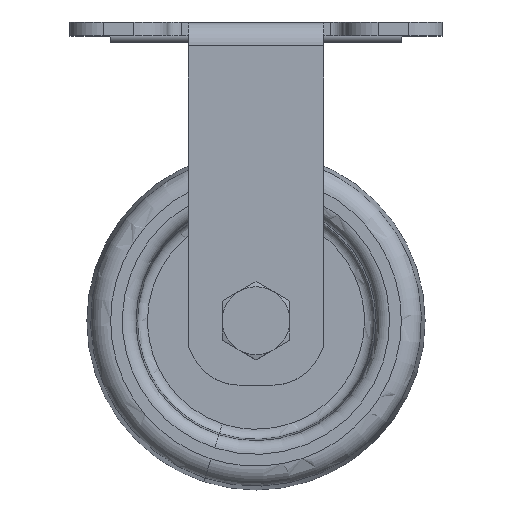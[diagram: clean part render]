
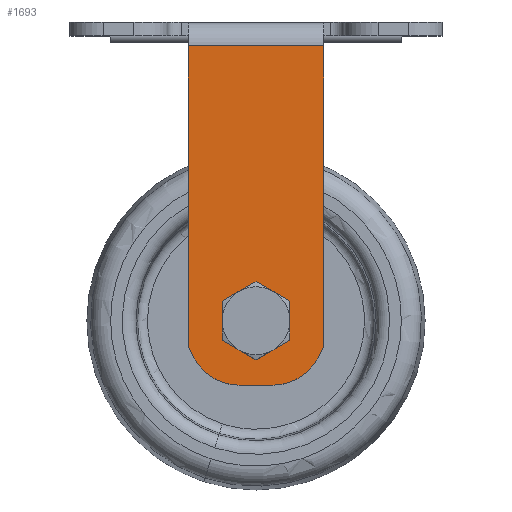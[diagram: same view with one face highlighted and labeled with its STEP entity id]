
A CAD part, top view. The second image highlights one B-rep face of the part: STEP entity #1693.
In plain terms, the highlighted planar face has unit normal (0, 0, 1).
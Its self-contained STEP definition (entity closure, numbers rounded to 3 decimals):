
#69 = DIRECTION ( 'NONE',  ( -0.866, 0.5, 0. ) ) ;
#74 = CARTESIAN_POINT ( 'NONE',  ( 10., -3.5, 13.4 ) ) ;
#160 = LINE ( 'NONE', #1259, #6756 ) ;
#204 = VECTOR ( 'NONE', #3195, 1000. ) ;
#211 = LINE ( 'NONE', #5378, #1318 ) ;
#330 = CARTESIAN_POINT ( 'NONE',  ( -0.011, -38.22, 13.4 ) ) ;
#347 = CARTESIAN_POINT ( 'NONE',  ( 0., -49.774, 13.4 ) ) ;
#412 = CIRCLE ( 'NONE', #4559, 7.5 ) ;
#482 = DIRECTION ( 'NONE',  ( 0., -1., 0. ) ) ;
#504 = CARTESIAN_POINT ( 'NONE',  ( 5., -41.113, 13.4 ) ) ;
#511 = ORIENTED_EDGE ( 'NONE', *, *, #2593, .T. ) ;
#520 = EDGE_LOOP ( 'NONE', ( #1927, #3931, #2599, #6188, #7184, #970, #6994, #511 ) ) ;
#538 = VERTEX_POINT ( 'NONE', #2600 ) ;
#567 = LINE ( 'NONE', #5704, #1827 ) ;
#646 = VECTOR ( 'NONE', #3639, 1000. ) ;
#667 = EDGE_CURVE ( 'NONE', #1342, #4045, #1091, .T. ) ;
#716 = DIRECTION ( 'NONE',  ( 0., 0., -1. ) ) ;
#727 = VERTEX_POINT ( 'NONE', #4067 ) ;
#733 = ORIENTED_EDGE ( 'NONE', *, *, #2347, .T. ) ;
#750 = CARTESIAN_POINT ( 'NONE',  ( -10., -47.841, 13.4 ) ) ;
#813 = EDGE_CURVE ( 'NONE', #1801, #1519, #5478, .T. ) ;
#939 = CARTESIAN_POINT ( 'NONE',  ( 10., -47.841, 13.4 ) ) ;
#970 = ORIENTED_EDGE ( 'NONE', *, *, #3448, .F. ) ;
#1083 = VERTEX_POINT ( 'NONE', #3963 ) ;
#1091 = LINE ( 'NONE', #4587, #2378 ) ;
#1125 = VERTEX_POINT ( 'NONE', #6214 ) ;
#1224 = CARTESIAN_POINT ( 'NONE',  ( 2.5, -53.5, 13.4 ) ) ;
#1259 = CARTESIAN_POINT ( 'NONE',  ( 10., -3.5, 13.4 ) ) ;
#1318 = VECTOR ( 'NONE', #2449, 1000. ) ;
#1342 = VERTEX_POINT ( 'NONE', #504 ) ;
#1417 = VECTOR ( 'NONE', #482, 1000. ) ;
#1519 = VERTEX_POINT ( 'NONE', #750 ) ;
#1584 = DIRECTION ( 'NONE',  ( -1., 0., 0. ) ) ;
#1665 = CARTESIAN_POINT ( 'NONE',  ( 5., -46.887, 13.4 ) ) ;
#1693 = ADVANCED_FACE ( 'NONE', ( #2336, #6336 ), #5181, .F. ) ;
#1801 = VERTEX_POINT ( 'NONE', #5370 ) ;
#1827 = VECTOR ( 'NONE', #69, 1000. ) ;
#1927 = ORIENTED_EDGE ( 'NONE', *, *, #813, .F. ) ;
#1974 = CARTESIAN_POINT ( 'NONE',  ( -23.911, -21.221, 13.4 ) ) ;
#2151 = LINE ( 'NONE', #330, #204 ) ;
#2311 = DIRECTION ( 'NONE',  ( 0., 0., 1. ) ) ;
#2336 = FACE_OUTER_BOUND ( 'NONE', #520, .T. ) ;
#2347 = EDGE_CURVE ( 'NONE', #4045, #2469, #6345, .T. ) ;
#2378 = VECTOR ( 'NONE', #6881, 1000. ) ;
#2433 = AXIS2_PLACEMENT_3D ( 'NONE', #4072, #2311, #7343 ) ;
#2449 = DIRECTION ( 'NONE',  ( 0.866, 0.5, 0. ) ) ;
#2469 = VERTEX_POINT ( 'NONE', #347 ) ;
#2593 = EDGE_CURVE ( 'NONE', #727, #1519, #2725, .T. ) ;
#2599 = ORIENTED_EDGE ( 'NONE', *, *, #3624, .F. ) ;
#2600 = CARTESIAN_POINT ( 'NONE',  ( 9.147, -49.474, 13.4 ) ) ;
#2659 = LINE ( 'NONE', #6041, #7073 ) ;
#2725 = LINE ( 'NONE', #6630, #1417 ) ;
#2899 = VECTOR ( 'NONE', #6656, 1000. ) ;
#2944 = VERTEX_POINT ( 'NONE', #6809 ) ;
#3079 = DIRECTION ( 'NONE',  ( -0.866, -0.5, 0. ) ) ;
#3148 = DIRECTION ( 'NONE',  ( -0.463, 0.886, 0. ) ) ;
#3195 = DIRECTION ( 'NONE',  ( 0.866, -0.5, 0. ) ) ;
#3395 = CIRCLE ( 'NONE', #2433, 7.5 ) ;
#3448 = EDGE_CURVE ( 'NONE', #2944, #3781, #5388, .T. ) ;
#3519 = VECTOR ( 'NONE', #3148, 1000. ) ;
#3620 = VERTEX_POINT ( 'NONE', #4955 ) ;
#3624 = EDGE_CURVE ( 'NONE', #5356, #5527, #2659, .T. ) ;
#3639 = DIRECTION ( 'NONE',  ( -0.463, -0.886, 0. ) ) ;
#3781 = VERTEX_POINT ( 'NONE', #939 ) ;
#3786 = DIRECTION ( 'NONE',  ( 0., -1., 0. ) ) ;
#3790 = LINE ( 'NONE', #4892, #2899 ) ;
#3876 = CARTESIAN_POINT ( 'NONE',  ( -2.5, -53.5, 13.4 ) ) ;
#3931 = ORIENTED_EDGE ( 'NONE', *, *, #4951, .T. ) ;
#3963 = CARTESIAN_POINT ( 'NONE',  ( 0., -38.226, 13.4 ) ) ;
#4045 = VERTEX_POINT ( 'NONE', #1665 ) ;
#4067 = CARTESIAN_POINT ( 'NONE',  ( -10., -3.5, 13.4 ) ) ;
#4072 = CARTESIAN_POINT ( 'NONE',  ( -2.5, -46., 13.4 ) ) ;
#4299 = DIRECTION ( 'NONE',  ( 0., 0., 1. ) ) ;
#4369 = ORIENTED_EDGE ( 'NONE', *, *, #5675, .T. ) ;
#4559 = AXIS2_PLACEMENT_3D ( 'NONE', #6699, #4299, #1584 ) ;
#4582 = ORIENTED_EDGE ( 'NONE', *, *, #5942, .T. ) ;
#4587 = CARTESIAN_POINT ( 'NONE',  ( 5., -38.2, 13.4 ) ) ;
#4633 = EDGE_CURVE ( 'NONE', #5356, #538, #412, .T. ) ;
#4638 = CARTESIAN_POINT ( 'NONE',  ( 5.011, -46.88, 13.4 ) ) ;
#4663 = DIRECTION ( 'NONE',  ( -1., 0., 0. ) ) ;
#4696 = AXIS2_PLACEMENT_3D ( 'NONE', #74, #716, #4663 ) ;
#4892 = CARTESIAN_POINT ( 'NONE',  ( -5., -38.2, 13.4 ) ) ;
#4951 = EDGE_CURVE ( 'NONE', #1801, #5527, #3395, .T. ) ;
#4955 = CARTESIAN_POINT ( 'NONE',  ( -5., -41.113, 13.4 ) ) ;
#5082 = EDGE_CURVE ( 'NONE', #1125, #3620, #3790, .T. ) ;
#5105 = EDGE_CURVE ( 'NONE', #1083, #1342, #2151, .T. ) ;
#5181 = PLANE ( 'NONE',  #4696 ) ;
#5356 = VERTEX_POINT ( 'NONE', #1224 ) ;
#5370 = CARTESIAN_POINT ( 'NONE',  ( -9.147, -49.474, 13.4 ) ) ;
#5378 = CARTESIAN_POINT ( 'NONE',  ( 0.011, -38.22, 13.4 ) ) ;
#5388 = LINE ( 'NONE', #6647, #6003 ) ;
#5478 = LINE ( 'NONE', #1974, #3519 ) ;
#5527 = VERTEX_POINT ( 'NONE', #3876 ) ;
#5675 = EDGE_CURVE ( 'NONE', #3620, #1083, #211, .T. ) ;
#5704 = CARTESIAN_POINT ( 'NONE',  ( -5.011, -46.88, 13.4 ) ) ;
#5942 = EDGE_CURVE ( 'NONE', #2469, #1125, #567, .T. ) ;
#6003 = VECTOR ( 'NONE', #3786, 1000. ) ;
#6033 = LINE ( 'NONE', #7053, #646 ) ;
#6041 = CARTESIAN_POINT ( 'NONE',  ( 10., -53.5, 13.4 ) ) ;
#6075 = ORIENTED_EDGE ( 'NONE', *, *, #667, .T. ) ;
#6186 = EDGE_CURVE ( 'NONE', #3781, #538, #6033, .T. ) ;
#6188 = ORIENTED_EDGE ( 'NONE', *, *, #4633, .T. ) ;
#6214 = CARTESIAN_POINT ( 'NONE',  ( -5., -46.887, 13.4 ) ) ;
#6336 = FACE_BOUND ( 'NONE', #6868, .T. ) ;
#6345 = LINE ( 'NONE', #4638, #6765 ) ;
#6487 = EDGE_CURVE ( 'NONE', #2944, #727, #160, .T. ) ;
#6617 = ORIENTED_EDGE ( 'NONE', *, *, #5105, .T. ) ;
#6630 = CARTESIAN_POINT ( 'NONE',  ( -10., -3.5, 13.4 ) ) ;
#6647 = CARTESIAN_POINT ( 'NONE',  ( 10., -3.5, 13.4 ) ) ;
#6656 = DIRECTION ( 'NONE',  ( 0., 1., 0. ) ) ;
#6699 = CARTESIAN_POINT ( 'NONE',  ( 2.5, -46., 13.4 ) ) ;
#6716 = ORIENTED_EDGE ( 'NONE', *, *, #5082, .T. ) ;
#6756 = VECTOR ( 'NONE', #6936, 1000. ) ;
#6765 = VECTOR ( 'NONE', #3079, 1000. ) ;
#6809 = CARTESIAN_POINT ( 'NONE',  ( 10., -3.5, 13.4 ) ) ;
#6868 = EDGE_LOOP ( 'NONE', ( #4582, #6716, #4369, #6617, #6075, #733 ) ) ;
#6881 = DIRECTION ( 'NONE',  ( 0., -1., 0. ) ) ;
#6936 = DIRECTION ( 'NONE',  ( -1., 0., 0. ) ) ;
#6994 = ORIENTED_EDGE ( 'NONE', *, *, #6487, .T. ) ;
#7053 = CARTESIAN_POINT ( 'NONE',  ( 28.201, -13.011, 13.4 ) ) ;
#7073 = VECTOR ( 'NONE', #7316, 1000. ) ;
#7184 = ORIENTED_EDGE ( 'NONE', *, *, #6186, .F. ) ;
#7316 = DIRECTION ( 'NONE',  ( -1., 0., 0. ) ) ;
#7343 = DIRECTION ( 'NONE',  ( -1., 0., 0. ) ) ;
